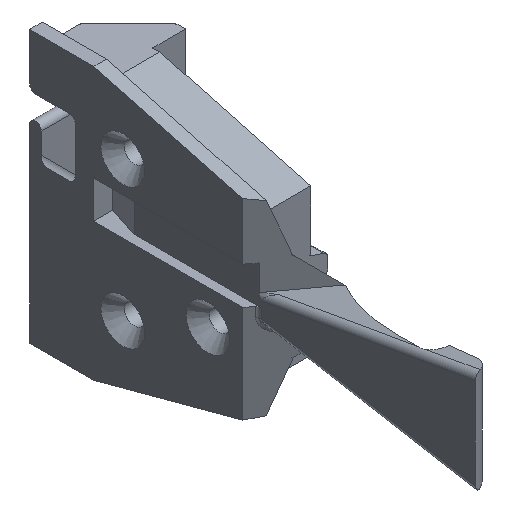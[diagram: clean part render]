
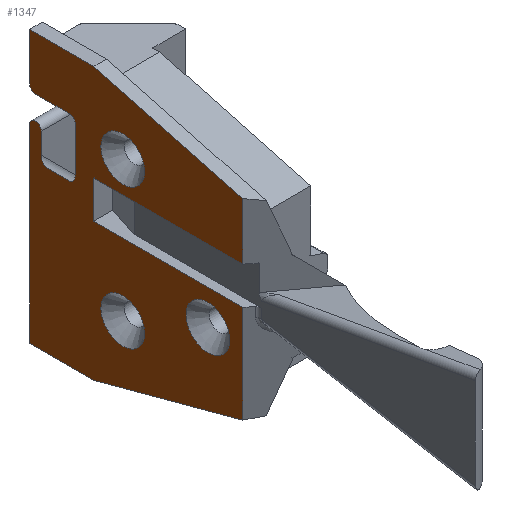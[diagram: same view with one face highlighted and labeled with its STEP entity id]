
A CAD part, isometric view. The second image highlights one B-rep face of the part: STEP entity #1347.
In plain terms, the highlighted planar face has unit normal (-1, 0, 0).
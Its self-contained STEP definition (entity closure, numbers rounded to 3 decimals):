
#31=FACE_BOUND('',#201,.T.);
#32=FACE_BOUND('',#202,.T.);
#33=FACE_BOUND('',#203,.T.);
#37=ELLIPSE('',#1442,1.414,1.);
#38=ELLIPSE('',#1443,1.414,1.);
#56=PLANE('',#1438);
#126=FACE_OUTER_BOUND('',#200,.T.);
#200=EDGE_LOOP('',(#944,#945,#946,#947,#948,#949,#950,#951,#952,#953,#954,
#955,#956,#957,#958,#959,#960,#961,#962,#963));
#201=EDGE_LOOP('',(#964));
#202=EDGE_LOOP('',(#965));
#203=EDGE_LOOP('',(#966));
#280=LINE('',#1926,#433);
#281=LINE('',#1930,#434);
#282=LINE('',#1932,#435);
#283=LINE('',#1934,#436);
#284=LINE('',#1936,#437);
#285=LINE('',#1938,#438);
#286=LINE('',#1940,#439);
#287=LINE('',#1942,#440);
#288=LINE('',#1944,#441);
#289=LINE('',#1946,#442);
#290=LINE('',#1948,#443);
#291=LINE('',#1950,#444);
#292=LINE('',#1954,#445);
#293=LINE('',#1958,#446);
#294=LINE('',#1962,#447);
#433=VECTOR('',#1557,10.);
#434=VECTOR('',#1560,10.);
#435=VECTOR('',#1561,10.);
#436=VECTOR('',#1562,10.);
#437=VECTOR('',#1563,10.);
#438=VECTOR('',#1564,10.);
#439=VECTOR('',#1565,10.);
#440=VECTOR('',#1566,10.);
#441=VECTOR('',#1567,10.);
#442=VECTOR('',#1568,10.);
#443=VECTOR('',#1569,10.);
#444=VECTOR('',#1570,10.);
#445=VECTOR('',#1573,10.);
#446=VECTOR('',#1576,10.);
#447=VECTOR('',#1579,10.);
#585=CIRCLE('',#1435,3.75);
#587=CIRCLE('',#1439,1.);
#588=CIRCLE('',#1440,1.);
#589=CIRCLE('',#1441,1.);
#590=CIRCLE('',#1444,3.75);
#591=CIRCLE('',#1445,3.75);
#603=VERTEX_POINT('',#1916);
#605=VERTEX_POINT('',#1924);
#606=VERTEX_POINT('',#1925);
#607=VERTEX_POINT('',#1927);
#608=VERTEX_POINT('',#1929);
#609=VERTEX_POINT('',#1931);
#610=VERTEX_POINT('',#1933);
#611=VERTEX_POINT('',#1935);
#612=VERTEX_POINT('',#1937);
#613=VERTEX_POINT('',#1939);
#614=VERTEX_POINT('',#1941);
#615=VERTEX_POINT('',#1943);
#616=VERTEX_POINT('',#1945);
#617=VERTEX_POINT('',#1947);
#618=VERTEX_POINT('',#1949);
#619=VERTEX_POINT('',#1951);
#620=VERTEX_POINT('',#1953);
#621=VERTEX_POINT('',#1955);
#622=VERTEX_POINT('',#1957);
#623=VERTEX_POINT('',#1959);
#624=VERTEX_POINT('',#1961);
#625=VERTEX_POINT('',#1964);
#626=VERTEX_POINT('',#1966);
#735=EDGE_CURVE('',#603,#603,#585,.T.);
#738=EDGE_CURVE('',#605,#606,#280,.T.);
#739=EDGE_CURVE('',#607,#606,#587,.T.);
#740=EDGE_CURVE('',#608,#607,#281,.T.);
#741=EDGE_CURVE('',#609,#608,#282,.T.);
#742=EDGE_CURVE('',#610,#609,#283,.T.);
#743=EDGE_CURVE('',#611,#610,#284,.T.);
#744=EDGE_CURVE('',#611,#612,#285,.T.);
#745=EDGE_CURVE('',#613,#612,#286,.T.);
#746=EDGE_CURVE('',#614,#613,#287,.T.);
#747=EDGE_CURVE('',#615,#614,#288,.T.);
#748=EDGE_CURVE('',#616,#615,#289,.T.);
#749=EDGE_CURVE('',#616,#617,#290,.T.);
#750=EDGE_CURVE('',#618,#617,#291,.T.);
#751=EDGE_CURVE('',#619,#618,#588,.T.);
#752=EDGE_CURVE('',#619,#620,#292,.T.);
#753=EDGE_CURVE('',#621,#620,#589,.T.);
#754=EDGE_CURVE('',#621,#622,#293,.T.);
#755=EDGE_CURVE('',#623,#622,#37,.T.);
#756=EDGE_CURVE('',#623,#624,#294,.T.);
#757=EDGE_CURVE('',#605,#624,#38,.T.);
#758=EDGE_CURVE('',#625,#625,#590,.T.);
#759=EDGE_CURVE('',#626,#626,#591,.T.);
#944=ORIENTED_EDGE('',*,*,#738,.T.);
#945=ORIENTED_EDGE('',*,*,#739,.F.);
#946=ORIENTED_EDGE('',*,*,#740,.F.);
#947=ORIENTED_EDGE('',*,*,#741,.F.);
#948=ORIENTED_EDGE('',*,*,#742,.F.);
#949=ORIENTED_EDGE('',*,*,#743,.F.);
#950=ORIENTED_EDGE('',*,*,#744,.T.);
#951=ORIENTED_EDGE('',*,*,#745,.F.);
#952=ORIENTED_EDGE('',*,*,#746,.F.);
#953=ORIENTED_EDGE('',*,*,#747,.F.);
#954=ORIENTED_EDGE('',*,*,#748,.F.);
#955=ORIENTED_EDGE('',*,*,#749,.T.);
#956=ORIENTED_EDGE('',*,*,#750,.F.);
#957=ORIENTED_EDGE('',*,*,#751,.F.);
#958=ORIENTED_EDGE('',*,*,#752,.T.);
#959=ORIENTED_EDGE('',*,*,#753,.F.);
#960=ORIENTED_EDGE('',*,*,#754,.T.);
#961=ORIENTED_EDGE('',*,*,#755,.F.);
#962=ORIENTED_EDGE('',*,*,#756,.T.);
#963=ORIENTED_EDGE('',*,*,#757,.F.);
#964=ORIENTED_EDGE('',*,*,#758,.F.);
#965=ORIENTED_EDGE('',*,*,#759,.T.);
#966=ORIENTED_EDGE('',*,*,#735,.F.);
#1347=ADVANCED_FACE('',(#126,#31,#32,#33),#56,.T.);
#1435=AXIS2_PLACEMENT_3D('',#1918,#1548,#1549);
#1438=AXIS2_PLACEMENT_3D('',#1923,#1555,#1556);
#1439=AXIS2_PLACEMENT_3D('',#1928,#1558,#1559);
#1440=AXIS2_PLACEMENT_3D('',#1952,#1571,#1572);
#1441=AXIS2_PLACEMENT_3D('',#1956,#1574,#1575);
#1442=AXIS2_PLACEMENT_3D('',#1960,#1577,#1578);
#1443=AXIS2_PLACEMENT_3D('',#1963,#1580,#1581);
#1444=AXIS2_PLACEMENT_3D('',#1965,#1582,#1583);
#1445=AXIS2_PLACEMENT_3D('',#1967,#1584,#1585);
#1548=DIRECTION('center_axis',(-1.,0.,0.));
#1549=DIRECTION('ref_axis',(0.,0.,1.));
#1555=DIRECTION('center_axis',(-1.,0.,0.));
#1556=DIRECTION('ref_axis',(0.,0.,1.));
#1557=DIRECTION('',(0.,0.,1.));
#1558=DIRECTION('center_axis',(1.,0.,0.));
#1559=DIRECTION('ref_axis',(0.,0.707,0.707));
#1560=DIRECTION('',(0.,0.,1.));
#1561=DIRECTION('',(0.,1.,0.));
#1562=DIRECTION('',(0.,0.966,-0.259));
#1563=DIRECTION('',(0.,0.,-1.));
#1564=DIRECTION('',(0.,1.,0.));
#1565=DIRECTION('',(0.,0.,-1.));
#1566=DIRECTION('',(0.,1.,0.));
#1567=DIRECTION('',(0.,0.,-1.));
#1568=DIRECTION('',(0.,-0.966,-0.259));
#1569=DIRECTION('',(0.,1.,0.));
#1570=DIRECTION('',(0.,0.,1.));
#1571=DIRECTION('center_axis',(1.,0.,0.));
#1572=DIRECTION('ref_axis',(0.,0.707,-0.707));
#1573=DIRECTION('',(0.,-1.,0.));
#1574=DIRECTION('center_axis',(-1.,0.,0.));
#1575=DIRECTION('ref_axis',(0.,-0.707,0.707));
#1576=DIRECTION('',(0.,0.,-1.));
#1577=DIRECTION('center_axis',(-1.,0.,0.));
#1578=DIRECTION('ref_axis',(0.,0.,-1.));
#1579=DIRECTION('',(0.,1.,0.));
#1580=DIRECTION('center_axis',(-1.,0.,0.));
#1581=DIRECTION('ref_axis',(0.,0.,-1.));
#1582=DIRECTION('center_axis',(-1.,0.,0.));
#1583=DIRECTION('ref_axis',(0.,0.,1.));
#1584=DIRECTION('center_axis',(1.,0.,0.));
#1585=DIRECTION('ref_axis',(0.,0.,1.));
#1916=CARTESIAN_POINT('',(21.15,38.971,-9.756));
#1918=CARTESIAN_POINT('Origin',(21.15,38.971,-6.006));
#1923=CARTESIAN_POINT('Origin',(21.15,77.126,0.675));
#1924=CARTESIAN_POINT('',(21.15,67.504,5.266));
#1925=CARTESIAN_POINT('',(21.15,67.504,8.852));
#1926=CARTESIAN_POINT('',(21.15,67.504,5.263));
#1927=CARTESIAN_POINT('',(21.15,69.504,8.852));
#1928=CARTESIAN_POINT('Origin',(21.15,68.504,8.852));
#1929=CARTESIAN_POINT('',(21.15,69.504,-23.592));
#1930=CARTESIAN_POINT('',(21.15,69.504,-9.785));
#1931=CARTESIAN_POINT('',(21.15,58.504,-23.592));
#1932=CARTESIAN_POINT('',(21.15,58.504,-23.592));
#1933=CARTESIAN_POINT('',(21.15,32.971,-16.75));
#1934=CARTESIAN_POINT('',(21.15,64.434,-25.181));
#1935=CARTESIAN_POINT('',(21.15,32.971,-0.006));
#1936=CARTESIAN_POINT('',(21.15,32.971,-4.421));
#1937=CARTESIAN_POINT('',(21.15,58.504,-0.006));
#1938=CARTESIAN_POINT('',(21.15,58.504,-0.006));
#1939=CARTESIAN_POINT('',(21.15,58.504,6.394));
#1940=CARTESIAN_POINT('',(21.15,58.504,6.394));
#1941=CARTESIAN_POINT('',(21.15,32.971,6.394));
#1942=CARTESIAN_POINT('',(21.15,65.533,6.394));
#1943=CARTESIAN_POINT('',(21.15,32.971,16.119));
#1944=CARTESIAN_POINT('',(21.15,32.971,-4.421));
#1945=CARTESIAN_POINT('',(21.15,58.504,22.96));
#1946=CARTESIAN_POINT('',(21.15,39.272,17.807));
#1947=CARTESIAN_POINT('',(21.15,69.504,22.96));
#1948=CARTESIAN_POINT('',(21.15,58.504,22.96));
#1949=CARTESIAN_POINT('',(21.15,69.504,14.852));
#1950=CARTESIAN_POINT('',(21.15,69.504,-9.785));
#1951=CARTESIAN_POINT('',(21.15,68.504,13.852));
#1952=CARTESIAN_POINT('Origin',(21.15,68.504,14.852));
#1953=CARTESIAN_POINT('',(21.15,62.704,13.852));
#1954=CARTESIAN_POINT('',(21.15,68.415,13.852));
#1955=CARTESIAN_POINT('',(21.15,61.704,12.852));
#1956=CARTESIAN_POINT('Origin',(21.15,62.704,12.852));
#1957=CARTESIAN_POINT('',(21.15,61.704,5.266));
#1958=CARTESIAN_POINT('',(21.15,61.704,2.263));
#1959=CARTESIAN_POINT('',(21.15,62.704,3.852));
#1960=CARTESIAN_POINT('Origin',(21.15,62.704,5.266));
#1961=CARTESIAN_POINT('',(21.15,66.504,3.852));
#1962=CARTESIAN_POINT('',(21.15,71.315,3.852));
#1963=CARTESIAN_POINT('Origin',(21.15,66.504,5.266));
#1964=CARTESIAN_POINT('',(21.15,53.551,-16.066));
#1965=CARTESIAN_POINT('Origin',(21.15,53.551,-12.316));
#1966=CARTESIAN_POINT('',(21.15,53.551,7.934));
#1967=CARTESIAN_POINT('Origin',(21.15,53.551,11.684));
